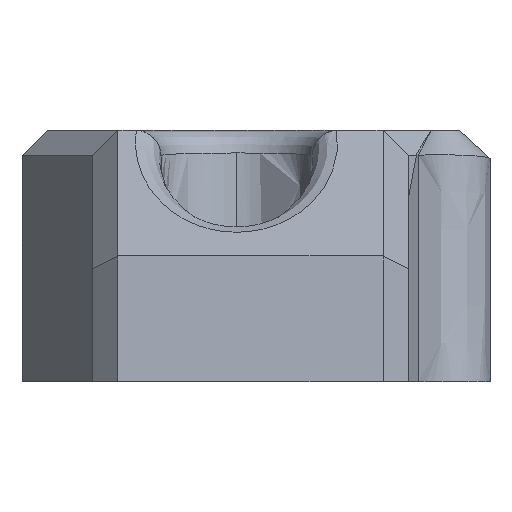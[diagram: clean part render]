
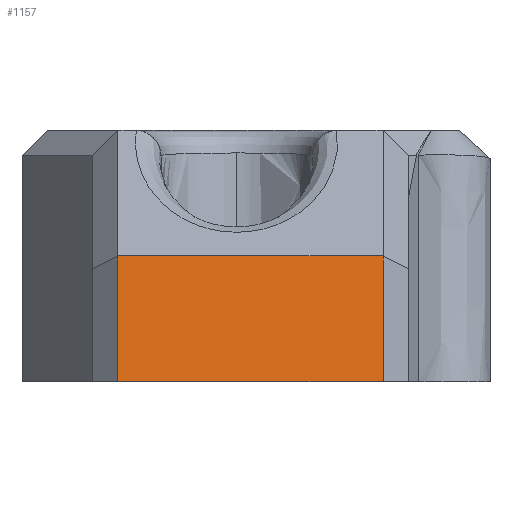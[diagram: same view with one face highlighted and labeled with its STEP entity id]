
A CAD part, left-side view. The second image highlights one B-rep face of the part: STEP entity #1157.
In plain terms, the highlighted planar face has unit normal (-0.995, 0, 0.104).
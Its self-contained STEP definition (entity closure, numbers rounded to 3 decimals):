
#82 = EDGE_CURVE ( 'NONE', #857, #427, #425, .T. ) ;
#166 = CARTESIAN_POINT ( 'NONE',  ( 9.233, 47.45, 0. ) ) ;
#254 = CARTESIAN_POINT ( 'NONE',  ( 10.278, 58.95, 9.945 ) ) ;
#278 = EDGE_CURVE ( 'NONE', #623, #857, #3153, .T. ) ;
#425 = LINE ( 'NONE', #2185, #2050 ) ;
#427 = VERTEX_POINT ( 'NONE', #166 ) ;
#540 = CARTESIAN_POINT ( 'NONE',  ( 9.756, 58.95, 4.973 ) ) ;
#573 = CARTESIAN_POINT ( 'NONE',  ( 9.756, 57.95, 4.973 ) ) ;
#574 = LINE ( 'NONE', #3171, #1308 ) ;
#585 = EDGE_CURVE ( 'NONE', #2909, #623, #2846, .T. ) ;
#623 = VERTEX_POINT ( 'NONE', #573 ) ;
#743 = DIRECTION ( 'NONE',  ( -0.105, 0., -0.995 ) ) ;
#857 = VERTEX_POINT ( 'NONE', #3065 ) ;
#875 = ORIENTED_EDGE ( 'NONE', *, *, #3079, .T. ) ;
#985 = VECTOR ( 'NONE', #3088, 1000. ) ;
#999 = ORIENTED_EDGE ( 'NONE', *, *, #278, .T. ) ;
#1028 = DIRECTION ( 'NONE',  ( 0., -1., 0. ) ) ;
#1068 = EDGE_LOOP ( 'NONE', ( #3323, #875, #1854, #999 ) ) ;
#1157 = ADVANCED_FACE ( 'NONE', ( #1766 ), #2550, .F. ) ;
#1279 = DIRECTION ( 'NONE',  ( 0.995, 0., -0.105 ) ) ;
#1308 = VECTOR ( 'NONE', #2189, 1000. ) ;
#1734 = VECTOR ( 'NONE', #743, 1000. ) ;
#1766 = FACE_OUTER_BOUND ( 'NONE', #1068, .T. ) ;
#1854 = ORIENTED_EDGE ( 'NONE', *, *, #585, .T. ) ;
#1956 = AXIS2_PLACEMENT_3D ( 'NONE', #254, #1279, #1028 ) ;
#2050 = VECTOR ( 'NONE', #2486, 1000. ) ;
#2104 = CARTESIAN_POINT ( 'NONE',  ( 9.756, 47.45, 4.973 ) ) ;
#2185 = CARTESIAN_POINT ( 'NONE',  ( 9.233, 58.95, 0. ) ) ;
#2189 = DIRECTION ( 'NONE',  ( 0.105, 0., 0.995 ) ) ;
#2486 = DIRECTION ( 'NONE',  ( 0., -1., 0. ) ) ;
#2550 = PLANE ( 'NONE',  #1956 ) ;
#2791 = CARTESIAN_POINT ( 'NONE',  ( 10.278, 57.95, 9.945 ) ) ;
#2846 = LINE ( 'NONE', #540, #985 ) ;
#2909 = VERTEX_POINT ( 'NONE', #2104 ) ;
#3065 = CARTESIAN_POINT ( 'NONE',  ( 9.233, 57.95, 0. ) ) ;
#3079 = EDGE_CURVE ( 'NONE', #427, #2909, #574, .T. ) ;
#3088 = DIRECTION ( 'NONE',  ( 0., 1., 0. ) ) ;
#3153 = LINE ( 'NONE', #2791, #1734 ) ;
#3171 = CARTESIAN_POINT ( 'NONE',  ( 10.278, 47.45, 9.945 ) ) ;
#3323 = ORIENTED_EDGE ( 'NONE', *, *, #82, .T. ) ;
